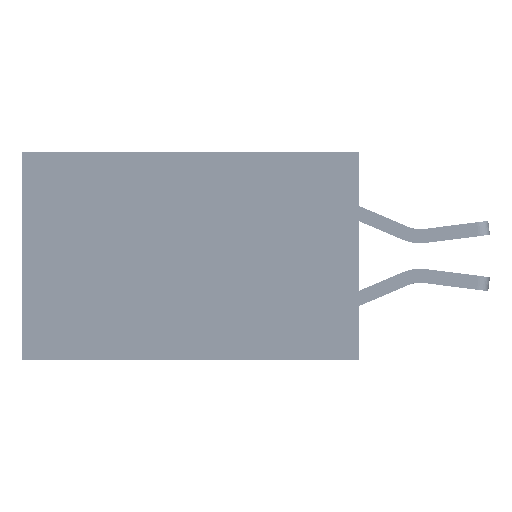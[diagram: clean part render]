
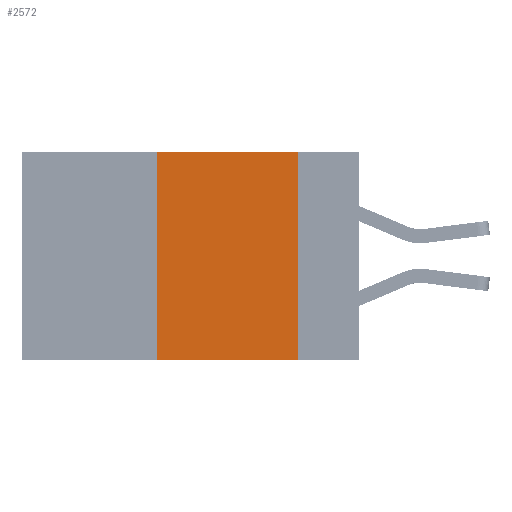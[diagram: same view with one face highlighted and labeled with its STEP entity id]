
A CAD part, left-side view. The second image highlights one B-rep face of the part: STEP entity #2572.
In plain terms, the highlighted planar face has unit normal (-1, 0, 0).
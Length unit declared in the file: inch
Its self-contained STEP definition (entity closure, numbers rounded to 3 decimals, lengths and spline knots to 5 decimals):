
#2515 = CARTESIAN_POINT ( 'NONE',  ( 0., 0.6, 0. ) ) ;
#2572 = ADVANCED_FACE ( 'NONE', ( #46525 ), #13769, .F. ) ;
#3129 = CARTESIAN_POINT ( 'NONE',  ( 0., 0.36, 0. ) ) ;
#6193 = EDGE_CURVE ( 'NONE', #15764, #34243, #44980, .T. ) ;
#8970 = ORIENTED_EDGE ( 'NONE', *, *, #24284, .F. ) ;
#10447 = LINE ( 'NONE', #38324, #28675 ) ;
#10537 = VERTEX_POINT ( 'NONE', #26801 ) ;
#10906 = CARTESIAN_POINT ( 'NONE',  ( 0., 0.6, 0. ) ) ;
#13769 = PLANE ( 'NONE',  #24850 ) ;
#14216 = ORIENTED_EDGE ( 'NONE', *, *, #38057, .F. ) ;
#15764 = VERTEX_POINT ( 'NONE', #19171 ) ;
#16213 = VECTOR ( 'NONE', #21468, 39.37008 ) ;
#17228 = VERTEX_POINT ( 'NONE', #17334 ) ;
#17334 = CARTESIAN_POINT ( 'NONE',  ( 0., 0.36, 0. ) ) ;
#17410 = DIRECTION ( 'NONE',  ( 1., 0., 0. ) ) ;
#17513 = VECTOR ( 'NONE', #46812, 39.37008 ) ;
#19171 = CARTESIAN_POINT ( 'NONE',  ( 0., 0.36, -0.37 ) ) ;
#20417 = DIRECTION ( 'NONE',  ( 0., 0., -1. ) ) ;
#21468 = DIRECTION ( 'NONE',  ( 0., 0., 1. ) ) ;
#24284 = EDGE_CURVE ( 'NONE', #15764, #17228, #28115, .T. ) ;
#24850 = AXIS2_PLACEMENT_3D ( 'NONE', #2515, #17410, #42503 ) ;
#25439 = CARTESIAN_POINT ( 'NONE',  ( 0., 0.6, -0.37 ) ) ;
#26801 = CARTESIAN_POINT ( 'NONE',  ( 0., 0.11, 0. ) ) ;
#28115 = LINE ( 'NONE', #3129, #16213 ) ;
#28675 = VECTOR ( 'NONE', #20417, 39.37008 ) ;
#28712 = LINE ( 'NONE', #10906, #37068 ) ;
#34243 = VERTEX_POINT ( 'NONE', #42813 ) ;
#37068 = VECTOR ( 'NONE', #39742, 39.37008 ) ;
#37653 = EDGE_CURVE ( 'NONE', #17228, #10537, #28712, .T. ) ;
#38057 = EDGE_CURVE ( 'NONE', #10537, #34243, #10447, .T. ) ;
#38324 = CARTESIAN_POINT ( 'NONE',  ( 0., 0.11, 0. ) ) ;
#38970 = ORIENTED_EDGE ( 'NONE', *, *, #6193, .T. ) ;
#39742 = DIRECTION ( 'NONE',  ( 0., -1., 0. ) ) ;
#42503 = DIRECTION ( 'NONE',  ( 0., 0., -1. ) ) ;
#42813 = CARTESIAN_POINT ( 'NONE',  ( 0., 0.11, -0.37 ) ) ;
#42938 = EDGE_LOOP ( 'NONE', ( #14216, #43982, #8970, #38970 ) ) ;
#43982 = ORIENTED_EDGE ( 'NONE', *, *, #37653, .F. ) ;
#44980 = LINE ( 'NONE', #25439, #17513 ) ;
#46525 = FACE_OUTER_BOUND ( 'NONE', #42938, .T. ) ;
#46812 = DIRECTION ( 'NONE',  ( 0., -1., 0. ) ) ;
